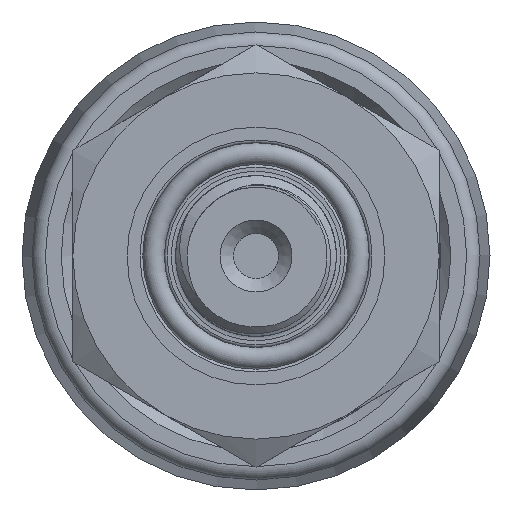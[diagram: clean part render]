
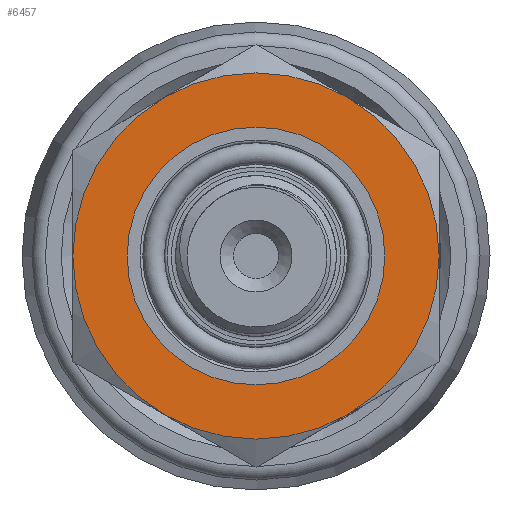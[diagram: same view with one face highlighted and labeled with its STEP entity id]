
A CAD part, left-side view. The second image highlights one B-rep face of the part: STEP entity #6457.
In plain terms, the highlighted face is planar.
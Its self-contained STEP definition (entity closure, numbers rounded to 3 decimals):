
#829=FACE_BOUND('',#2370,.T.);
#1598=PLANE('',#6775);
#1966=FACE_OUTER_BOUND('',#2369,.T.);
#2369=EDGE_LOOP('',(#6073));
#2370=EDGE_LOOP('',(#6074));
#2490=CIRCLE('',#6738,13.5);
#2513=CIRCLE('',#6776,9.5);
#3140=VERTEX_POINT('',#19813);
#3158=VERTEX_POINT('',#19876);
#4101=EDGE_CURVE('',#3140,#3140,#2490,.T.);
#4131=EDGE_CURVE('',#3158,#3158,#2513,.T.);
#6073=ORIENTED_EDGE('',*,*,#4101,.T.);
#6074=ORIENTED_EDGE('',*,*,#4131,.F.);
#6457=ADVANCED_FACE('',(#1966,#829),#1598,.T.);
#6738=AXIS2_PLACEMENT_3D('',#19814,#7541,#7542);
#6775=AXIS2_PLACEMENT_3D('',#19875,#7622,#7623);
#6776=AXIS2_PLACEMENT_3D('',#19877,#7624,#7625);
#7541=DIRECTION('center_axis',(1.,0.,0.));
#7542=DIRECTION('ref_axis',(0.,0.,-1.));
#7622=DIRECTION('center_axis',(1.,0.,0.));
#7623=DIRECTION('ref_axis',(0.,0.,-1.));
#7624=DIRECTION('center_axis',(1.,0.,0.));
#7625=DIRECTION('ref_axis',(0.,0.,-1.));
#19813=CARTESIAN_POINT('',(-14.,-13.5,0.));
#19814=CARTESIAN_POINT('Origin',(-14.,0.,0.));
#19875=CARTESIAN_POINT('Origin',(-14.,9.5,0.));
#19876=CARTESIAN_POINT('',(-14.,-9.5,0.));
#19877=CARTESIAN_POINT('Origin',(-14.,0.,0.));
